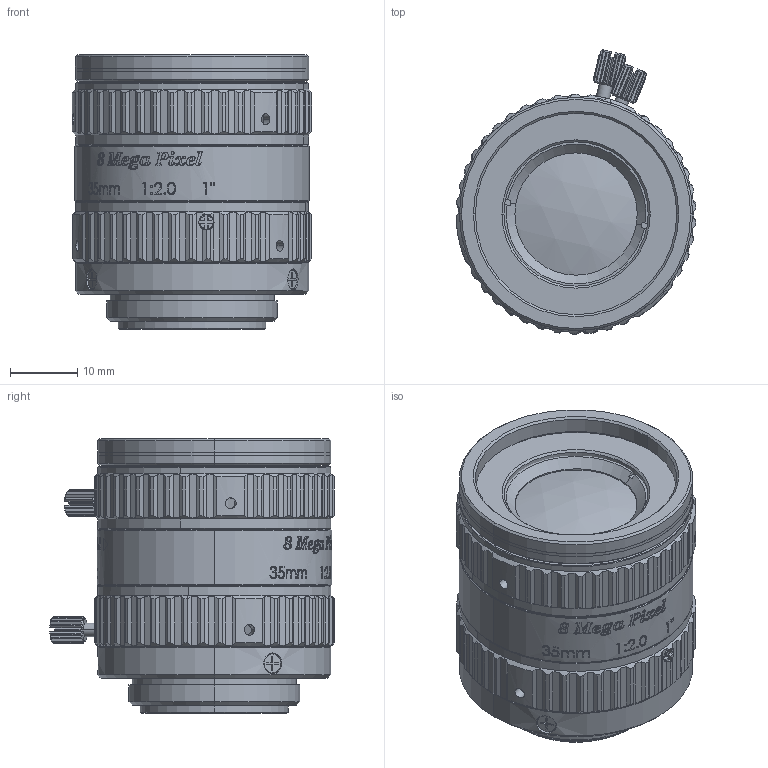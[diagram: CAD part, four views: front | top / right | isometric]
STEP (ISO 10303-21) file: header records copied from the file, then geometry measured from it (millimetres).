
FILE_DESCRIPTION((''),'2;1');
FILE_NAME('EN8MPL3520_ASM_ASM','2019-07-24T',('h020947'),(''),'PRO/ENGINEER BY PARAMETRIC TECHNOLOGY CORPORATION, 2015240','PRO/ENGINEER BY PARAMETRIC TECHNOLOGY CORPORATION, 2015240','');
FILE_SCHEMA(('CONFIG_CONTROL_DESIGN'));
Products named in the file (22): EN8MPL3520-02; EN8MPL3520-03; EN8MPL3520-04; EN8MPL3520-06; EN8MPL3520-07; EN8MPL3520-08; EN8MPL3520-05_ASM_ASM; EN8MPL3520-09; EN8MPL3520-10; EN8MPL3520-11; EN8MPL3520-12; EN8MPL3520-13; EN8MPL3520-15; EN8MPL3520-16; EN8MPL3520-14_ASM_ASM; EN8MPL3520-17; EN8MPL3520-18; EN8MPL3520-19; EN8MPL3520-20; EN8MPL3520-01_ASM_ASM; EN8MPL3520-00_ASM; EN8MPL3520_ASM_ASM
Assembly tree (21 placements, depth 5):
  EN8MPL3520_ASM_ASM
    EN8MPL3520-00_ASM
      EN8MPL3520-01_ASM_ASM
        EN8MPL3520-02
        EN8MPL3520-03
        EN8MPL3520-04
        EN8MPL3520-05_ASM_ASM
          EN8MPL3520-06
          EN8MPL3520-07
          EN8MPL3520-08
        EN8MPL3520-09
        EN8MPL3520-10
        EN8MPL3520-11
        EN8MPL3520-12
        EN8MPL3520-13
        EN8MPL3520-14_ASM_ASM
          EN8MPL3520-15
          EN8MPL3520-16
        EN8MPL3520-17
        EN8MPL3520-18
        EN8MPL3520-19
        EN8MPL3520-20
Bounding box: 35.67 x 42.34 x 40.88 mm (x, y, z)
Volume: 7216.1 mm3; surface area: 15132.9 mm2
Topology: 17 solids, 17 shells, 1661 faces, 4569 edges, 3014 vertices
Faces by surface type: plane 672, bspline 508, cylinder 300, cone 125, extrusion 53, sphere 3
Entity records: 79734 total; most frequent: CARTESIAN_POINT 41652, ORIENTED_EDGE 9128, DIRECTION 5737, EDGE_CURVE 4564, VERTEX_POINT 3014, B_SPLINE_CURVE_WITH_KNOTS 2078, AXIS2_PLACEMENT_3D 1982, EDGE_LOOP 1780
